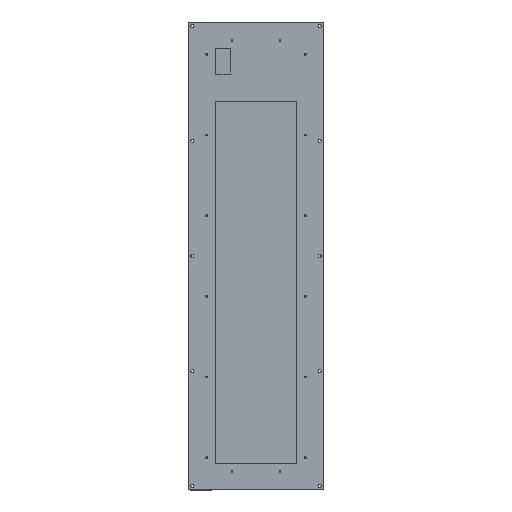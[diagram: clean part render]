
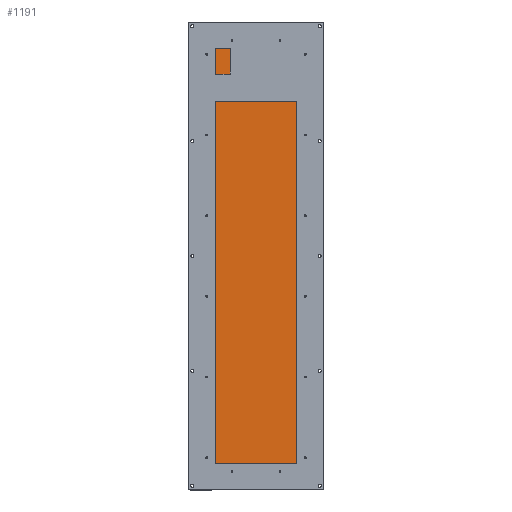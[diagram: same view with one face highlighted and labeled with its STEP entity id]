
A CAD part, top view. The second image highlights one B-rep face of the part: STEP entity #1191.
In plain terms, the highlighted planar face has unit normal (0, 0, 1).
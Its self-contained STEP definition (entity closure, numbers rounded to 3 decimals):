
#206 = DIRECTION ( 'NONE',  ( 0., 0., 1. ) ) ;
#211 = CARTESIAN_POINT ( 'NONE',  ( 0., 0., 4. ) ) ;
#219 = DIRECTION ( 'NONE',  ( 1., 0., 0. ) ) ;
#231 = PLANE ( 'NONE',  #6742 ) ;
#1191 = ADVANCED_FACE ( 'NONE', ( #6741 ), #231, .T. ) ;
#3992 = CARTESIAN_POINT ( 'NONE',  ( 0., -204., 4. ) ) ;
#4031 = CARTESIAN_POINT ( 'NONE',  ( 987., -204., 4. ) ) ;
#4037 = CARTESIAN_POINT ( 'NONE',  ( 987., 0., 4. ) ) ;
#4038 = CARTESIAN_POINT ( 'NONE',  ( 0., 0., 4. ) ) ;
#5149 = EDGE_CURVE ( 'NONE', #6225, #6234, #9239, .T. ) ;
#5153 = EDGE_CURVE ( 'NONE', #6236, #6246, #9223, .T. ) ;
#5174 = EDGE_CURVE ( 'NONE', #6234, #6236, #9257, .T. ) ;
#5181 = EDGE_CURVE ( 'NONE', #6246, #6225, #9311, .T. ) ;
#6225 = VERTEX_POINT ( 'NONE', #3992 ) ;
#6234 = VERTEX_POINT ( 'NONE', #4031 ) ;
#6236 = VERTEX_POINT ( 'NONE', #4037 ) ;
#6246 = VERTEX_POINT ( 'NONE', #4038 ) ;
#6741 = FACE_OUTER_BOUND ( 'NONE', #7910, .T. ) ;
#6742 = AXIS2_PLACEMENT_3D ( 'NONE', #211, #206, #219 ) ;
#7691 = ORIENTED_EDGE ( 'NONE', *, *, #5181, .T. ) ;
#7699 = ORIENTED_EDGE ( 'NONE', *, *, #5153, .T. ) ;
#7700 = ORIENTED_EDGE ( 'NONE', *, *, #5174, .T. ) ;
#7717 = ORIENTED_EDGE ( 'NONE', *, *, #5149, .T. ) ;
#7910 = EDGE_LOOP ( 'NONE', ( #7700, #7699, #7691, #7717 ) ) ;
#9223 = LINE ( 'NONE', #9225, #10232 ) ;
#9224 = DIRECTION ( 'NONE',  ( 1., 0., 0. ) ) ;
#9225 = CARTESIAN_POINT ( 'NONE',  ( 0., 0., 4. ) ) ;
#9239 = LINE ( 'NONE', #9241, #10233 ) ;
#9241 = CARTESIAN_POINT ( 'NONE',  ( 0., -204., 4. ) ) ;
#9246 = DIRECTION ( 'NONE',  ( -1., 0., 0. ) ) ;
#9257 = LINE ( 'NONE', #9268, #10254 ) ;
#9264 = DIRECTION ( 'NONE',  ( 0., 1., 0. ) ) ;
#9268 = CARTESIAN_POINT ( 'NONE',  ( 987., 0., 4. ) ) ;
#9306 = DIRECTION ( 'NONE',  ( 0., -1., 0. ) ) ;
#9311 = LINE ( 'NONE', #9312, #10266 ) ;
#9312 = CARTESIAN_POINT ( 'NONE',  ( 0., 0., 4. ) ) ;
#10232 = VECTOR ( 'NONE', #9246, 1000. ) ;
#10233 = VECTOR ( 'NONE', #9224, 1000. ) ;
#10254 = VECTOR ( 'NONE', #9264, 1000. ) ;
#10266 = VECTOR ( 'NONE', #9306, 1000. ) ;
